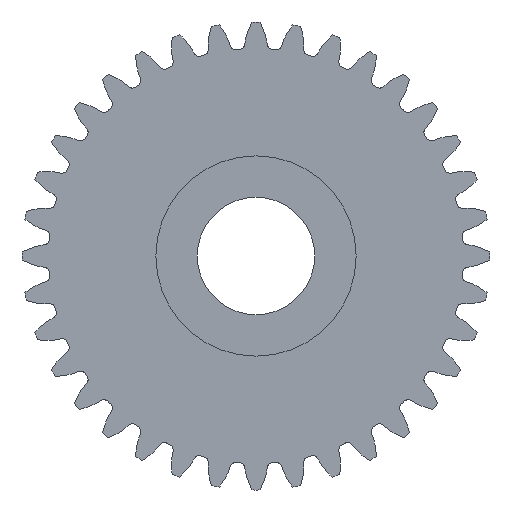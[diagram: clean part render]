
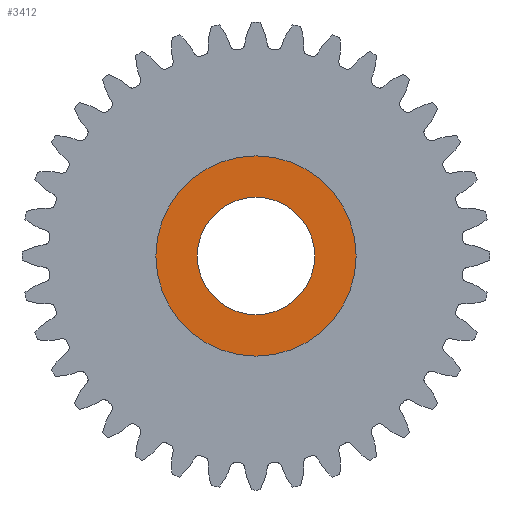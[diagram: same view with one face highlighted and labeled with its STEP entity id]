
A CAD part, left-side view. The second image highlights one B-rep face of the part: STEP entity #3412.
In plain terms, the highlighted planar face has unit normal (-1, 0, 0).
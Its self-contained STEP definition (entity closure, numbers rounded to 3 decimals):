
#179 = DIRECTION ( 'NONE',  ( -1., 0., 0. ) ) ;
#399 = DIRECTION ( 'NONE',  ( 0., 0., 1. ) ) ;
#441 = CARTESIAN_POINT ( 'NONE',  ( 9.85, 0., 4.75 ) ) ;
#1435 = DIRECTION ( 'NONE',  ( -1., 0., 0. ) ) ;
#1645 = CIRCLE ( 'NONE', #7930, 4.75 ) ;
#2133 = DIRECTION ( 'NONE',  ( -1., 0., 0. ) ) ;
#2159 = FACE_BOUND ( 'NONE', #3526, .T. ) ;
#2295 = VERTEX_POINT ( 'NONE', #441 ) ;
#2770 = DIRECTION ( 'NONE',  ( 0., 0., 1. ) ) ;
#2790 = EDGE_CURVE ( 'NONE', #5907, #7189, #7476, .T. ) ;
#2894 = VERTEX_POINT ( 'NONE', #4835 ) ;
#2991 = CIRCLE ( 'NONE', #5928, 4.75 ) ;
#3310 = DIRECTION ( 'NONE',  ( 0., 0., 1. ) ) ;
#3370 = AXIS2_PLACEMENT_3D ( 'NONE', #5224, #5884, #3310 ) ;
#3412 = ADVANCED_FACE ( 'NONE', ( #2159, #3427 ), #4824, .T. ) ;
#3427 = FACE_OUTER_BOUND ( 'NONE', #7066, .T. ) ;
#3455 = EDGE_CURVE ( 'NONE', #2894, #2295, #1645, .T. ) ;
#3461 = AXIS2_PLACEMENT_3D ( 'NONE', #6100, #179, #2770 ) ;
#3526 = EDGE_LOOP ( 'NONE', ( #3750, #5838 ) ) ;
#3750 = ORIENTED_EDGE ( 'NONE', *, *, #3455, .F. ) ;
#3879 = CARTESIAN_POINT ( 'NONE',  ( 9.85, 0., 8.1 ) ) ;
#3958 = EDGE_CURVE ( 'NONE', #2295, #2894, #2991, .T. ) ;
#4099 = CARTESIAN_POINT ( 'NONE',  ( 9.85, 0., -8.1 ) ) ;
#4824 = PLANE ( 'NONE',  #3461 ) ;
#4835 = CARTESIAN_POINT ( 'NONE',  ( 9.85, 0., -4.75 ) ) ;
#5224 = CARTESIAN_POINT ( 'NONE',  ( 9.85, 0., 0. ) ) ;
#5276 = DIRECTION ( 'NONE',  ( 0., 0., 1. ) ) ;
#5838 = ORIENTED_EDGE ( 'NONE', *, *, #3958, .F. ) ;
#5884 = DIRECTION ( 'NONE',  ( -1., 0., 0. ) ) ;
#5907 = VERTEX_POINT ( 'NONE', #4099 ) ;
#5928 = AXIS2_PLACEMENT_3D ( 'NONE', #8037, #2133, #6115 ) ;
#6043 = ORIENTED_EDGE ( 'NONE', *, *, #6135, .T. ) ;
#6100 = CARTESIAN_POINT ( 'NONE',  ( 9.85, 0., 0. ) ) ;
#6115 = DIRECTION ( 'NONE',  ( 0., 0., 1. ) ) ;
#6135 = EDGE_CURVE ( 'NONE', #7189, #5907, #7123, .T. ) ;
#7066 = EDGE_LOOP ( 'NONE', ( #6043, #7754 ) ) ;
#7123 = CIRCLE ( 'NONE', #3370, 8.1 ) ;
#7189 = VERTEX_POINT ( 'NONE', #3879 ) ;
#7415 = CARTESIAN_POINT ( 'NONE',  ( 9.85, 0., 0. ) ) ;
#7476 = CIRCLE ( 'NONE', #7756, 8.1 ) ;
#7701 = CARTESIAN_POINT ( 'NONE',  ( 9.85, 0., 0. ) ) ;
#7754 = ORIENTED_EDGE ( 'NONE', *, *, #2790, .T. ) ;
#7756 = AXIS2_PLACEMENT_3D ( 'NONE', #7415, #1435, #5276 ) ;
#7792 = DIRECTION ( 'NONE',  ( -1., 0., 0. ) ) ;
#7930 = AXIS2_PLACEMENT_3D ( 'NONE', #7701, #7792, #399 ) ;
#8037 = CARTESIAN_POINT ( 'NONE',  ( 9.85, 0., 0. ) ) ;
